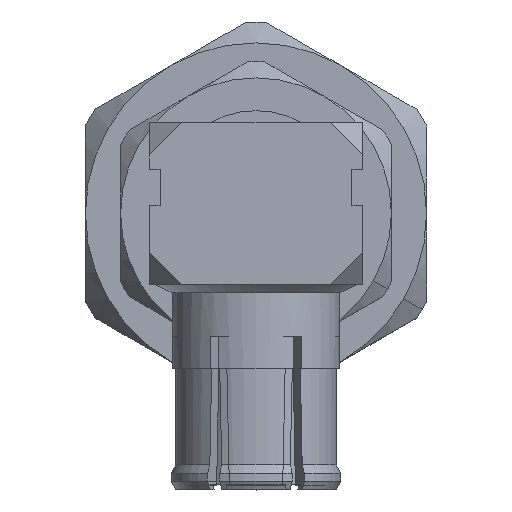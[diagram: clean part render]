
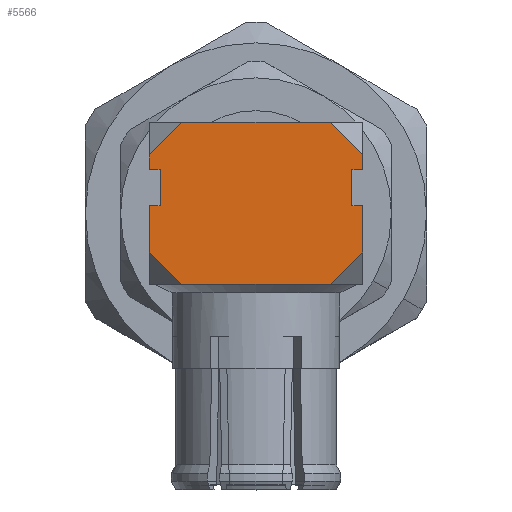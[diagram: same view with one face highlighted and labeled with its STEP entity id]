
A CAD part, top view. The second image highlights one B-rep face of the part: STEP entity #5566.
In plain terms, the highlighted face is planar.
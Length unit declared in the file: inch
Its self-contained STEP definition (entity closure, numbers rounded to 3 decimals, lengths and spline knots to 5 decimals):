
#34 = LINE ( 'NONE', #6258, #10868 ) ;
#565 = VERTEX_POINT ( 'NONE', #5933 ) ;
#591 = VECTOR ( 'NONE', #3294, 39.37008 ) ;
#636 = EDGE_CURVE ( 'NONE', #9635, #3659, #34, .T. ) ;
#812 = VERTEX_POINT ( 'NONE', #6854 ) ;
#907 = VECTOR ( 'NONE', #9266, 39.37008 ) ;
#1176 = CARTESIAN_POINT ( 'NONE',  ( -0.0984, 0.2401, 0.0985 ) ) ;
#1300 = LINE ( 'NONE', #1176, #9123 ) ;
#1323 = LINE ( 'NONE', #6301, #9321 ) ;
#1508 = ORIENTED_EDGE ( 'NONE', *, *, #3033, .F. ) ;
#1519 = EDGE_CURVE ( 'NONE', #3768, #9635, #4353, .T. ) ;
#1612 = LINE ( 'NONE', #3015, #2442 ) ;
#2048 = EDGE_CURVE ( 'NONE', #9953, #11230, #1323, .T. ) ;
#2442 = VECTOR ( 'NONE', #13652, 39.37008 ) ;
#2513 = EDGE_CURVE ( 'NONE', #565, #11538, #5172, .T. ) ;
#2581 = ORIENTED_EDGE ( 'NONE', *, *, #4516, .T. ) ;
#2631 = LINE ( 'NONE', #11805, #11152 ) ;
#2893 = CARTESIAN_POINT ( 'NONE',  ( -0.0984, 0.1055, 0.0835 ) ) ;
#3012 = DIRECTION ( 'NONE',  ( 0., -1., 0. ) ) ;
#3015 = CARTESIAN_POINT ( 'NONE',  ( -0.0984, 0.0905, 0.0985 ) ) ;
#3033 = EDGE_CURVE ( 'NONE', #4927, #11230, #3807, .T. ) ;
#3046 = ORIENTED_EDGE ( 'NONE', *, *, #6041, .T. ) ;
#3294 = DIRECTION ( 'NONE',  ( 0., -1., 0. ) ) ;
#3375 = EDGE_CURVE ( 'NONE', #11100, #7405, #1612, .T. ) ;
#3659 = VERTEX_POINT ( 'NONE', #7242 ) ;
#3768 = VERTEX_POINT ( 'NONE', #5355 ) ;
#3807 = LINE ( 'NONE', #3816, #7149 ) ;
#3816 = CARTESIAN_POINT ( 'NONE',  ( -0.0984, 0.0905, 0.0985 ) ) ;
#4155 = DIRECTION ( 'NONE',  ( 0., -0.707, 0.707 ) ) ;
#4180 = VERTEX_POINT ( 'NONE', #5895 ) ;
#4191 = DIRECTION ( 'NONE',  ( 0., -0.707, 0.707 ) ) ;
#4208 = VERTEX_POINT ( 'NONE', #12477 ) ;
#4353 = LINE ( 'NONE', #6220, #11343 ) ;
#4495 = VECTOR ( 'NONE', #10509, 39.37008 ) ;
#4516 = EDGE_CURVE ( 'NONE', #812, #5206, #7760, .T. ) ;
#4535 = CARTESIAN_POINT ( 'NONE',  ( -0.0984, 0.1634, 0.0985 ) ) ;
#4551 = VECTOR ( 'NONE', #5121, 39.37008 ) ;
#4655 = LINE ( 'NONE', #5826, #7627 ) ;
#4927 = VERTEX_POINT ( 'NONE', #9588 ) ;
#5032 = LINE ( 'NONE', #6183, #11703 ) ;
#5053 = CARTESIAN_POINT ( 'NONE',  ( -0.0984, 0.0905, 0.0985 ) ) ;
#5121 = DIRECTION ( 'NONE',  ( 0., 0., 1. ) ) ;
#5172 = LINE ( 'NONE', #6426, #4495 ) ;
#5187 = CARTESIAN_POINT ( 'NONE',  ( -0.0984, 0.1634, -0.0985 ) ) ;
#5206 = VERTEX_POINT ( 'NONE', #9277 ) ;
#5262 = EDGE_CURVE ( 'NONE', #9260, #8981, #13606, .T. ) ;
#5264 = CARTESIAN_POINT ( 'NONE',  ( -0.0984, 0.1634, 0.0885 ) ) ;
#5283 = FACE_OUTER_BOUND ( 'NONE', #5688, .T. ) ;
#5311 = ORIENTED_EDGE ( 'NONE', *, *, #10018, .T. ) ;
#5338 = VECTOR ( 'NONE', #11114, 39.37008 ) ;
#5355 = CARTESIAN_POINT ( 'NONE',  ( -0.0984, 0.2401, 0.0685 ) ) ;
#5490 = DIRECTION ( 'NONE',  ( 0., 0., -1. ) ) ;
#5566 = ADVANCED_FACE ( 'NONE', ( #5283 ), #8196, .F. ) ;
#5688 = EDGE_LOOP ( 'NONE', ( #7604, #9532, #9312, #5311, #12626, #1508, #9556, #9817, #9065, #9608, #7102, #11886, #11520, #13389, #3046, #2581 ) ) ;
#5826 = CARTESIAN_POINT ( 'NONE',  ( -0.0984, 0.1968, -0.0885 ) ) ;
#5895 = CARTESIAN_POINT ( 'NONE',  ( -0.0984, 0.1968, -0.0885 ) ) ;
#5933 = CARTESIAN_POINT ( 'NONE',  ( -0.0984, 0.1968, 0.0885 ) ) ;
#6041 = EDGE_CURVE ( 'NONE', #4208, #812, #13608, .T. ) ;
#6183 = CARTESIAN_POINT ( 'NONE',  ( -0.0984, 0.1968, -0.0885 ) ) ;
#6220 = CARTESIAN_POINT ( 'NONE',  ( -0.0984, 0.1503, 0.1583 ) ) ;
#6258 = CARTESIAN_POINT ( 'NONE',  ( -0.0984, 0.0905, 0.0985 ) ) ;
#6265 = CARTESIAN_POINT ( 'NONE',  ( -0.0984, 0.1503, -0.1583 ) ) ;
#6301 = CARTESIAN_POINT ( 'NONE',  ( -0.0984, 0.1055, -0.0835 ) ) ;
#6426 = CARTESIAN_POINT ( 'NONE',  ( -0.0984, 0.1968, 0.0885 ) ) ;
#6854 = CARTESIAN_POINT ( 'NONE',  ( -0.0984, 0.2101, -0.0985 ) ) ;
#6886 = DIRECTION ( 'NONE',  ( 0., 0., -1. ) ) ;
#7102 = ORIENTED_EDGE ( 'NONE', *, *, #10636, .T. ) ;
#7149 = VECTOR ( 'NONE', #10151, 39.37008 ) ;
#7242 = CARTESIAN_POINT ( 'NONE',  ( -0.0984, 0.1968, 0.0985 ) ) ;
#7248 = VECTOR ( 'NONE', #11385, 39.37008 ) ;
#7320 = LINE ( 'NONE', #2893, #12479 ) ;
#7356 = CARTESIAN_POINT ( 'NONE',  ( -0.0984, 0.1634, 0.0885 ) ) ;
#7405 = VERTEX_POINT ( 'NONE', #11129 ) ;
#7604 = ORIENTED_EDGE ( 'NONE', *, *, #12814, .F. ) ;
#7627 = VECTOR ( 'NONE', #6886, 39.37008 ) ;
#7678 = EDGE_CURVE ( 'NONE', #11538, #11100, #13224, .T. ) ;
#7760 = LINE ( 'NONE', #11873, #591 ) ;
#7863 = CARTESIAN_POINT ( 'NONE',  ( -0.0984, 0.0905, -0.0685 ) ) ;
#8196 = PLANE ( 'NONE',  #10918 ) ;
#8464 = LINE ( 'NONE', #10127, #5338 ) ;
#8512 = EDGE_CURVE ( 'NONE', #4180, #9260, #5032, .T. ) ;
#8707 = DIRECTION ( 'NONE',  ( 0., 0., 1. ) ) ;
#8981 = VERTEX_POINT ( 'NONE', #5187 ) ;
#9065 = ORIENTED_EDGE ( 'NONE', *, *, #7678, .F. ) ;
#9085 = CARTESIAN_POINT ( 'NONE',  ( -0.0984, 0.1205, -0.0985 ) ) ;
#9123 = VECTOR ( 'NONE', #5490, 39.37008 ) ;
#9260 = VERTEX_POINT ( 'NONE', #9783 ) ;
#9266 = DIRECTION ( 'NONE',  ( 0., -0.707, -0.707 ) ) ;
#9277 = CARTESIAN_POINT ( 'NONE',  ( -0.0984, 0.1968, -0.0985 ) ) ;
#9312 = ORIENTED_EDGE ( 'NONE', *, *, #5262, .T. ) ;
#9321 = VECTOR ( 'NONE', #4191, 39.37008 ) ;
#9532 = ORIENTED_EDGE ( 'NONE', *, *, #8512, .T. ) ;
#9556 = ORIENTED_EDGE ( 'NONE', *, *, #10146, .F. ) ;
#9588 = CARTESIAN_POINT ( 'NONE',  ( -0.0984, 0.0905, 0.0685 ) ) ;
#9608 = ORIENTED_EDGE ( 'NONE', *, *, #2513, .F. ) ;
#9635 = VERTEX_POINT ( 'NONE', #11448 ) ;
#9783 = CARTESIAN_POINT ( 'NONE',  ( -0.0984, 0.1634, -0.0885 ) ) ;
#9817 = ORIENTED_EDGE ( 'NONE', *, *, #3375, .F. ) ;
#9953 = VERTEX_POINT ( 'NONE', #9085 ) ;
#10018 = EDGE_CURVE ( 'NONE', #8981, #9953, #8464, .T. ) ;
#10127 = CARTESIAN_POINT ( 'NONE',  ( -0.0984, 0.0905, -0.0985 ) ) ;
#10146 = EDGE_CURVE ( 'NONE', #7405, #4927, #7320, .T. ) ;
#10151 = DIRECTION ( 'NONE',  ( 0., 0., -1. ) ) ;
#10271 = DIRECTION ( 'NONE',  ( 0., -0.707, -0.707 ) ) ;
#10310 = CARTESIAN_POINT ( 'NONE',  ( -0.0984, 0.1634, -0.0885 ) ) ;
#10312 = DIRECTION ( 'NONE',  ( 0., -1., 0. ) ) ;
#10458 = DIRECTION ( 'NONE',  ( 1., 0., 0. ) ) ;
#10509 = DIRECTION ( 'NONE',  ( 0., -1., 0. ) ) ;
#10636 = EDGE_CURVE ( 'NONE', #565, #3659, #2631, .T. ) ;
#10661 = EDGE_CURVE ( 'NONE', #3768, #4208, #1300, .T. ) ;
#10868 = VECTOR ( 'NONE', #3012, 39.37008 ) ;
#10918 = AXIS2_PLACEMENT_3D ( 'NONE', #5053, #10458, #13585 ) ;
#11100 = VERTEX_POINT ( 'NONE', #4535 ) ;
#11114 = DIRECTION ( 'NONE',  ( 0., -1., 0. ) ) ;
#11129 = CARTESIAN_POINT ( 'NONE',  ( -0.0984, 0.1205, 0.0985 ) ) ;
#11152 = VECTOR ( 'NONE', #8707, 39.37008 ) ;
#11230 = VERTEX_POINT ( 'NONE', #7863 ) ;
#11343 = VECTOR ( 'NONE', #4155, 39.37008 ) ;
#11385 = DIRECTION ( 'NONE',  ( 0., 0., -1. ) ) ;
#11448 = CARTESIAN_POINT ( 'NONE',  ( -0.0984, 0.2101, 0.0985 ) ) ;
#11520 = ORIENTED_EDGE ( 'NONE', *, *, #1519, .F. ) ;
#11538 = VERTEX_POINT ( 'NONE', #7356 ) ;
#11703 = VECTOR ( 'NONE', #10312, 39.37008 ) ;
#11805 = CARTESIAN_POINT ( 'NONE',  ( -0.0984, 0.1968, 0.0885 ) ) ;
#11873 = CARTESIAN_POINT ( 'NONE',  ( -0.0984, 0.0905, -0.0985 ) ) ;
#11886 = ORIENTED_EDGE ( 'NONE', *, *, #636, .F. ) ;
#12477 = CARTESIAN_POINT ( 'NONE',  ( -0.0984, 0.2401, -0.0685 ) ) ;
#12479 = VECTOR ( 'NONE', #10271, 39.37008 ) ;
#12626 = ORIENTED_EDGE ( 'NONE', *, *, #2048, .T. ) ;
#12814 = EDGE_CURVE ( 'NONE', #4180, #5206, #4655, .T. ) ;
#13224 = LINE ( 'NONE', #5264, #4551 ) ;
#13389 = ORIENTED_EDGE ( 'NONE', *, *, #10661, .T. ) ;
#13585 = DIRECTION ( 'NONE',  ( 0., 0., -1. ) ) ;
#13606 = LINE ( 'NONE', #10310, #7248 ) ;
#13608 = LINE ( 'NONE', #6265, #907 ) ;
#13652 = DIRECTION ( 'NONE',  ( 0., -1., 0. ) ) ;
